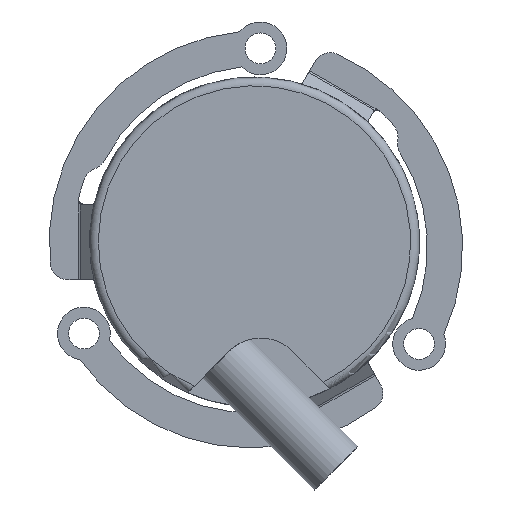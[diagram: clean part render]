
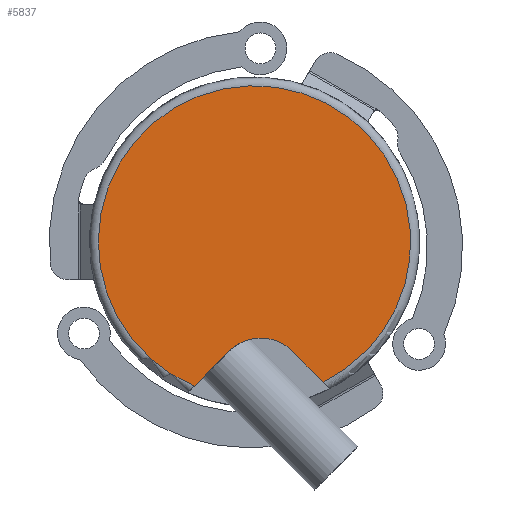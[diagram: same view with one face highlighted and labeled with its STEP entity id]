
A CAD part, left-side view. The second image highlights one B-rep face of the part: STEP entity #5837.
In plain terms, the highlighted planar face has unit normal (-1, 0, 0).
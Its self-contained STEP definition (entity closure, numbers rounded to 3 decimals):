
#393=LINE('',#8954,#800);
#394=LINE('',#8957,#801);
#800=VECTOR('',#7085,10.);
#801=VECTOR('',#7088,10.);
#1254=FACE_OUTER_BOUND('',#1580,.T.);
#1580=EDGE_LOOP('',(#4032,#4033,#4034,#4035));
#1960=CIRCLE('',#6256,17.75);
#1961=CIRCLE('',#6257,5.);
#2353=VERTEX_POINT('',#8950);
#2354=VERTEX_POINT('',#8951);
#2355=VERTEX_POINT('',#8953);
#2356=VERTEX_POINT('',#8955);
#3030=EDGE_CURVE('',#2353,#2354,#1960,.T.);
#3031=EDGE_CURVE('',#2353,#2355,#393,.T.);
#3032=EDGE_CURVE('',#2356,#2355,#1961,.T.);
#3033=EDGE_CURVE('',#2356,#2354,#394,.T.);
#4032=ORIENTED_EDGE('',*,*,#3030,.F.);
#4033=ORIENTED_EDGE('',*,*,#3031,.T.);
#4034=ORIENTED_EDGE('',*,*,#3032,.F.);
#4035=ORIENTED_EDGE('',*,*,#3033,.T.);
#5481=PLANE('',#6255);
#5837=ADVANCED_FACE('',(#1254),#5481,.F.);
#6255=AXIS2_PLACEMENT_3D('',#8949,#7081,#7082);
#6256=AXIS2_PLACEMENT_3D('',#8952,#7083,#7084);
#6257=AXIS2_PLACEMENT_3D('',#8956,#7086,#7087);
#7081=DIRECTION('center_axis',(1.,0.,0.));
#7082=DIRECTION('ref_axis',(0.,0.,-1.));
#7083=DIRECTION('center_axis',(1.,0.,0.));
#7084=DIRECTION('ref_axis',(0.,0.028,1.));
#7085=DIRECTION('',(0.,-0.707,0.707));
#7086=DIRECTION('center_axis',(-1.,0.,0.));
#7087=DIRECTION('ref_axis',(0.,0.,1.));
#7088=DIRECTION('',(0.,-0.707,-0.707));
#8949=CARTESIAN_POINT('Origin',(-45.328,14.579,11.775));
#8950=CARTESIAN_POINT('',(-45.328,21.414,-4.606));
#8951=CARTESIAN_POINT('',(-45.328,6.771,-4.165));
#8952=CARTESIAN_POINT('Origin',(-45.328,14.579,11.775));
#8953=CARTESIAN_POINT('',(-45.328,17.408,-0.599));
#8954=CARTESIAN_POINT('',(-45.328,15.991,0.817));
#8955=CARTESIAN_POINT('',(-45.328,10.336,-0.599));
#8956=CARTESIAN_POINT('Origin',(-45.328,13.872,-4.135));
#8957=CARTESIAN_POINT('',(-45.328,16.258,5.323));
